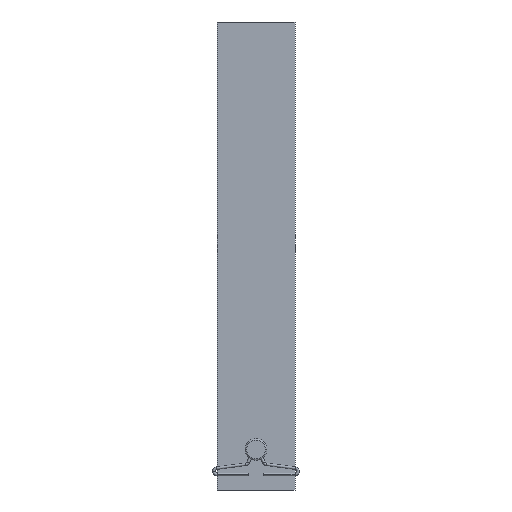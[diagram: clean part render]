
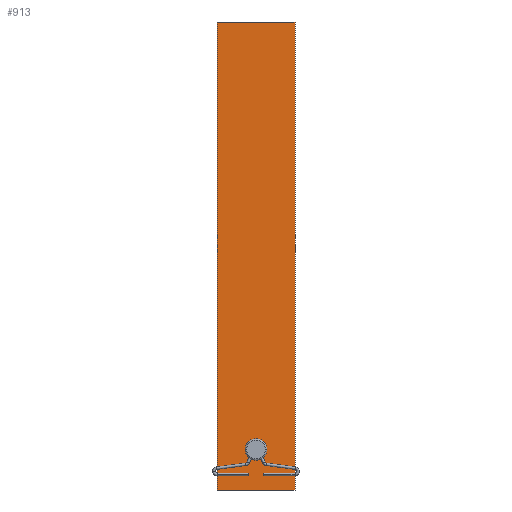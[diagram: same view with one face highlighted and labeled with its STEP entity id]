
A CAD part, left-side view. The second image highlights one B-rep face of the part: STEP entity #913.
In plain terms, the highlighted planar face has unit normal (-1, 0, 0).
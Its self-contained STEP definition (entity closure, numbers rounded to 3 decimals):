
#7 = DIRECTION ( 'NONE',  ( 0., 1., 0. ) ) ;
#8 = CARTESIAN_POINT ( 'NONE',  ( -0.5, 2., 13. ) ) ;
#124 = VERTEX_POINT ( 'NONE', #1578 ) ;
#145 = VERTEX_POINT ( 'NONE', #623 ) ;
#177 = CARTESIAN_POINT ( 'NONE',  ( -0.5, -12.5, 150. ) ) ;
#213 = DIRECTION ( 'NONE',  ( 0., 1., 0. ) ) ;
#384 = CARTESIAN_POINT ( 'NONE',  ( -0.5, 12.5, 0. ) ) ;
#597 = DIRECTION ( 'NONE',  ( -1., 0., 0. ) ) ;
#623 = CARTESIAN_POINT ( 'NONE',  ( -0.5, -12.5, 150. ) ) ;
#687 = EDGE_LOOP ( 'NONE', ( #1099, #2085, #953, #773 ) ) ;
#773 = ORIENTED_EDGE ( 'NONE', *, *, #2751, .T. ) ;
#798 = EDGE_LOOP ( 'NONE', ( #3136, #1687 ) ) ;
#890 = VERTEX_POINT ( 'NONE', #2587 ) ;
#900 = VECTOR ( 'NONE', #2348, 1000. ) ;
#913 = ADVANCED_FACE ( 'NONE', ( #2150, #3132 ), #2926, .F. ) ;
#918 = CARTESIAN_POINT ( 'NONE',  ( -0.5, 0., 13. ) ) ;
#953 = ORIENTED_EDGE ( 'NONE', *, *, #1445, .F. ) ;
#956 = CARTESIAN_POINT ( 'NONE',  ( -0.5, 12.5, 150. ) ) ;
#974 = DIRECTION ( 'NONE',  ( 1., 0., 0. ) ) ;
#1099 = ORIENTED_EDGE ( 'NONE', *, *, #2108, .T. ) ;
#1343 = AXIS2_PLACEMENT_3D ( 'NONE', #2391, #1866, #213 ) ;
#1369 = DIRECTION ( 'NONE',  ( 0., 1., 0. ) ) ;
#1384 = EDGE_CURVE ( 'NONE', #2579, #2276, #1500, .T. ) ;
#1445 = EDGE_CURVE ( 'NONE', #2422, #145, #2283, .T. ) ;
#1500 = CIRCLE ( 'NONE', #1343, 2. ) ;
#1578 = CARTESIAN_POINT ( 'NONE',  ( -0.5, -12.5, 0. ) ) ;
#1687 = ORIENTED_EDGE ( 'NONE', *, *, #3108, .F. ) ;
#1764 = VECTOR ( 'NONE', #2657, 1000. ) ;
#1789 = LINE ( 'NONE', #177, #2369 ) ;
#1797 = CARTESIAN_POINT ( 'NONE',  ( -0.5, 12.5, 150. ) ) ;
#1810 = CARTESIAN_POINT ( 'NONE',  ( -0.5, 12.5, 150. ) ) ;
#1866 = DIRECTION ( 'NONE',  ( -1., 0., 0. ) ) ;
#2004 = VECTOR ( 'NONE', #2763, 1000. ) ;
#2082 = CARTESIAN_POINT ( 'NONE',  ( -0.5, -2., 13. ) ) ;
#2085 = ORIENTED_EDGE ( 'NONE', *, *, #2976, .F. ) ;
#2108 = EDGE_CURVE ( 'NONE', #890, #124, #3098, .T. ) ;
#2150 = FACE_BOUND ( 'NONE', #798, .T. ) ;
#2197 = AXIS2_PLACEMENT_3D ( 'NONE', #2475, #974, #7 ) ;
#2276 = VERTEX_POINT ( 'NONE', #8 ) ;
#2283 = LINE ( 'NONE', #1797, #2004 ) ;
#2348 = DIRECTION ( 'NONE',  ( 0., -1., 0. ) ) ;
#2369 = VECTOR ( 'NONE', #2548, 1000. ) ;
#2391 = CARTESIAN_POINT ( 'NONE',  ( -0.5, 0., 13. ) ) ;
#2422 = VERTEX_POINT ( 'NONE', #1810 ) ;
#2475 = CARTESIAN_POINT ( 'NONE',  ( -0.5, 12.5, 150. ) ) ;
#2548 = DIRECTION ( 'NONE',  ( 0., 0., -1. ) ) ;
#2579 = VERTEX_POINT ( 'NONE', #2082 ) ;
#2587 = CARTESIAN_POINT ( 'NONE',  ( -0.5, 12.5, 0. ) ) ;
#2624 = CIRCLE ( 'NONE', #2869, 2. ) ;
#2657 = DIRECTION ( 'NONE',  ( 0., 0., -1. ) ) ;
#2751 = EDGE_CURVE ( 'NONE', #2422, #890, #2889, .T. ) ;
#2763 = DIRECTION ( 'NONE',  ( 0., -1., 0. ) ) ;
#2869 = AXIS2_PLACEMENT_3D ( 'NONE', #918, #597, #1369 ) ;
#2889 = LINE ( 'NONE', #956, #1764 ) ;
#2926 = PLANE ( 'NONE',  #2197 ) ;
#2976 = EDGE_CURVE ( 'NONE', #145, #124, #1789, .T. ) ;
#3098 = LINE ( 'NONE', #384, #900 ) ;
#3108 = EDGE_CURVE ( 'NONE', #2276, #2579, #2624, .T. ) ;
#3132 = FACE_OUTER_BOUND ( 'NONE', #687, .T. ) ;
#3136 = ORIENTED_EDGE ( 'NONE', *, *, #1384, .F. ) ;
